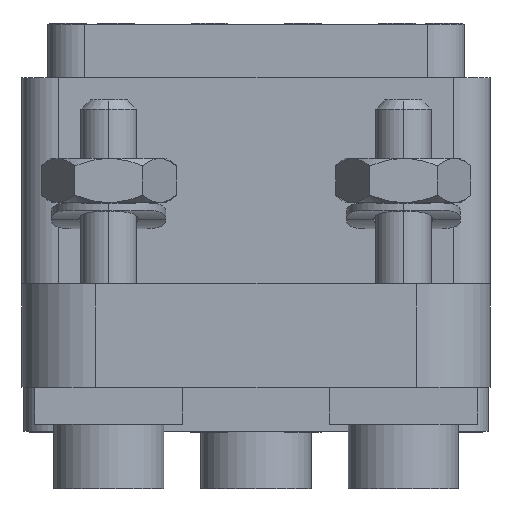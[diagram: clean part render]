
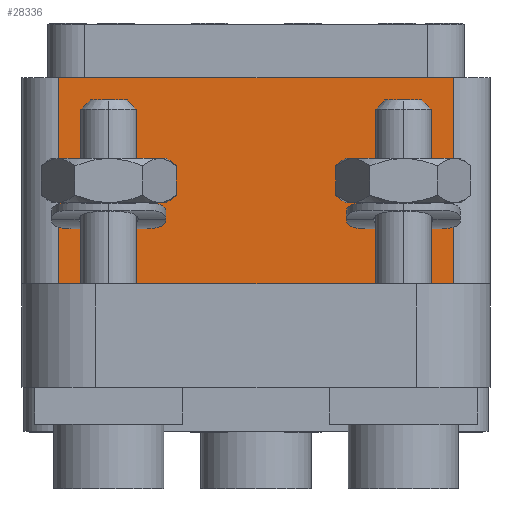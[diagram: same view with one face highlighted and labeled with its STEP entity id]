
A CAD part, left-side view. The second image highlights one B-rep face of the part: STEP entity #28336.
In plain terms, the highlighted planar face has unit normal (-1, 0, 0).
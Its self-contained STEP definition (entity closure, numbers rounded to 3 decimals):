
#1119=DIRECTION('',(0.,-1.,0.));
#1120=VECTOR('',#1119,21.4);
#1121=CARTESIAN_POINT('',(-13.6,10.7,2.5));
#1122=LINE('',#1121,#1120);
#1155=DIRECTION('',(0.,0.,-1.));
#1156=VECTOR('',#1155,11.2);
#1157=CARTESIAN_POINT('',(-13.6,-10.7,2.5));
#1158=LINE('',#1157,#1156);
#1159=DIRECTION('',(0.,0.,1.));
#1160=VECTOR('',#1159,11.2);
#1161=CARTESIAN_POINT('',(-13.6,10.7,-8.7));
#1162=LINE('',#1161,#1160);
#1167=DIRECTION('',(0.,1.,0.));
#1168=VECTOR('',#1167,21.4);
#1169=CARTESIAN_POINT('',(-13.6,-10.7,-8.7));
#1170=LINE('',#1169,#1168);
#23035=CARTESIAN_POINT('',(-13.6,-10.7,2.5));
#23036=CARTESIAN_POINT('',(-13.6,-10.7,-8.7));
#23037=VERTEX_POINT('',#23035);
#23038=VERTEX_POINT('',#23036);
#23060=CARTESIAN_POINT('',(-13.6,10.7,2.5));
#23062=VERTEX_POINT('',#23060);
#23063=CARTESIAN_POINT('',(-13.6,10.7,-8.7));
#23064=VERTEX_POINT('',#23063);
#28323=CARTESIAN_POINT('',(-13.6,-12.7,2.5));
#28324=DIRECTION('',(1.,0.,0.));
#28325=DIRECTION('',(0.,1.,0.));
#28326=AXIS2_PLACEMENT_3D('',#28323,#28324,#28325);
#28327=PLANE('',#28326);
#28328=ORIENTED_EDGE('',*,*,#28313,.T.);
#28330=ORIENTED_EDGE('',*,*,#28329,.T.);
#28332=ORIENTED_EDGE('',*,*,#28331,.T.);
#28333=ORIENTED_EDGE('',*,*,#28274,.T.);
#28334=EDGE_LOOP('',(#28328,#28330,#28332,#28333));
#28335=FACE_OUTER_BOUND('',#28334,.F.);
#28336=ADVANCED_FACE('',(#28335),#28327,.F.);
#28274=EDGE_CURVE('',#23062,#23037,#1122,.T.);
#28313=EDGE_CURVE('',#23037,#23038,#1158,.T.);
#28329=EDGE_CURVE('',#23038,#23064,#1170,.T.);
#28331=EDGE_CURVE('',#23064,#23062,#1162,.T.);
